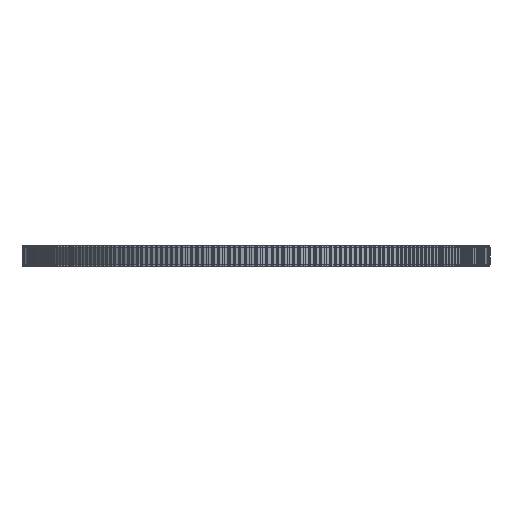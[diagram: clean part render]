
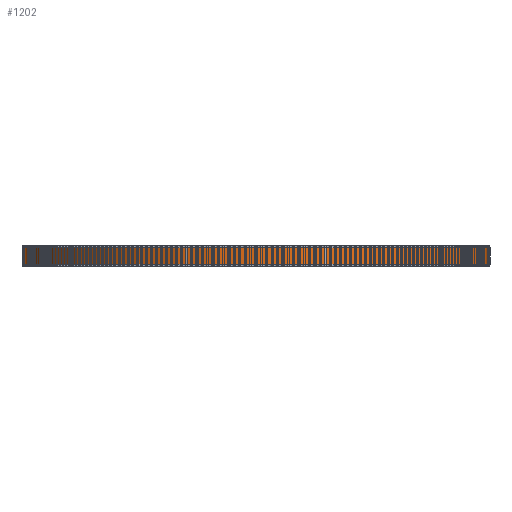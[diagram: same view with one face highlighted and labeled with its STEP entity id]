
A CAD part, front view. The second image highlights one B-rep face of the part: STEP entity #1202.
In plain terms, the highlighted cylindrical face has radius 85.944 mm (diameter 171.887 mm), a full revolution.
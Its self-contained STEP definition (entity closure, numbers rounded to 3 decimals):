
#97=FACE_BOUND('',#4448,.T.);
#98=FACE_BOUND('',#4449,.T.);
#1202=ADVANCED_FACE('',(#97,#98),#2283,.T.);
#2283=CYLINDRICAL_SURFACE('',#23903,85.944);
#4448=EDGE_LOOP('',(#13090));
#4449=EDGE_LOOP('',(#13091));
#13090=ORIENTED_EDGE('',*,*,#18494,.T.);
#13091=ORIENTED_EDGE('',*,*,#18495,.T.);
#15252=VERTEX_POINT('',#37960);
#15253=VERTEX_POINT('',#37962);
#18494=EDGE_CURVE('',#15252,#15252,#20656,.T.);
#18495=EDGE_CURVE('',#15253,#15253,#20657,.T.);
#20656=CIRCLE('',#23901,85.944);
#20657=CIRCLE('',#23902,85.944);
#23901=AXIS2_PLACEMENT_3D('',#37959,#31470,#31471);
#23902=AXIS2_PLACEMENT_3D('',#37961,#31472,#31473);
#23903=AXIS2_PLACEMENT_3D('',#37963,#31474,#31475);
#31470=DIRECTION('',(0.,0.,1.));
#31471=DIRECTION('',(1.,0.,0.));
#31472=DIRECTION('',(0.,0.,-1.));
#31473=DIRECTION('',(1.,0.,0.));
#31474=DIRECTION('',(0.,0.,1.));
#31475=DIRECTION('',(1.,0.,0.));
#37959=CARTESIAN_POINT('',(0.,0.,1.));
#37960=CARTESIAN_POINT('',(85.944,0.,1.));
#37961=CARTESIAN_POINT('',(0.,0.,7.));
#37962=CARTESIAN_POINT('',(85.944,0.,7.));
#37963=CARTESIAN_POINT('',(0.,0.,1.));
